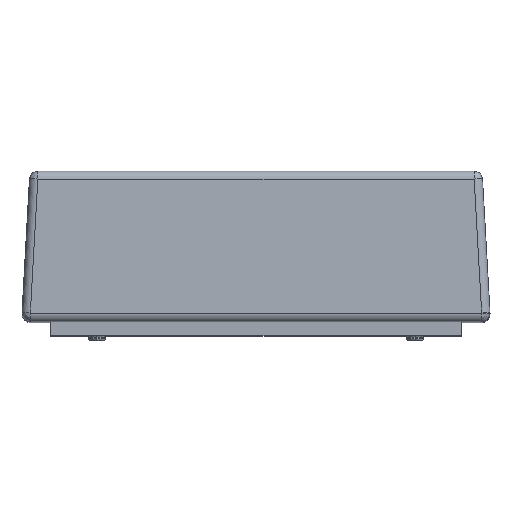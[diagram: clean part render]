
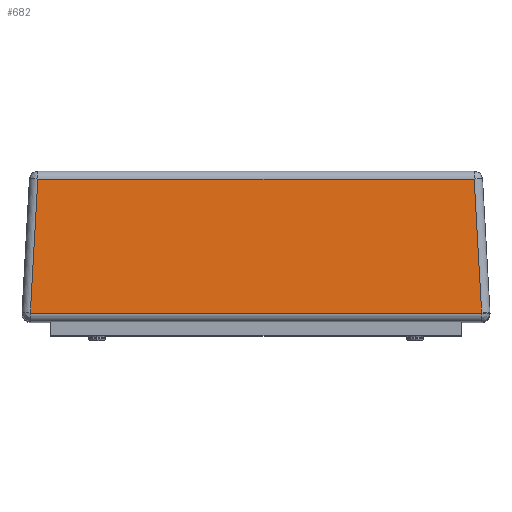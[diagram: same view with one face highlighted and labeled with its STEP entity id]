
A CAD part, top view. The second image highlights one B-rep face of the part: STEP entity #682.
In plain terms, the highlighted planar face has unit normal (0, 0.056, 0.999).
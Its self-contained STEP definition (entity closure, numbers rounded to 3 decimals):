
#10 = LINE ( 'NONE', #1022, #18 ) ;
#18 = VECTOR ( 'NONE', #1023, 1000. ) ;
#31 = LINE ( 'NONE', #926, #36 ) ;
#36 = VECTOR ( 'NONE', #934, 1000. ) ;
#44 = VECTOR ( 'NONE', #1011, 1000. ) ;
#45 = VECTOR ( 'NONE', #974, 1000. ) ;
#59 = LINE ( 'NONE', #969, #45 ) ;
#66 = LINE ( 'NONE', #1010, #44 ) ;
#287 = ORIENTED_EDGE ( 'NONE', *, *, #1568, .T. ) ;
#288 = ORIENTED_EDGE ( 'NONE', *, *, #1572, .T. ) ;
#289 = ORIENTED_EDGE ( 'NONE', *, *, #1541, .F. ) ;
#290 = ORIENTED_EDGE ( 'NONE', *, *, #1554, .F. ) ;
#398 = EDGE_LOOP ( 'NONE', ( #287, #288, #289, #290 ) ) ;
#489 = FACE_OUTER_BOUND ( 'NONE', #398, .T. ) ;
#583 = AXIS2_PLACEMENT_3D ( 'NONE', #1337, #1318, #1317 ) ;
#682 = ADVANCED_FACE ( 'NONE', ( #489 ), #1386, .F. ) ;
#926 = CARTESIAN_POINT ( 'NONE',  ( 0., 93.277, 135.262 ) ) ;
#934 = DIRECTION ( 'NONE',  ( 1., 0., 0. ) ) ;
#969 = CARTESIAN_POINT ( 'NONE',  ( -134.715, 13.277, 139.707 ) ) ;
#974 = DIRECTION ( 'NONE',  ( 0.055, 0.997, -0.055 ) ) ;
#1010 = CARTESIAN_POINT ( 'NONE',  ( 0., 13.277, 139.707 ) ) ;
#1011 = DIRECTION ( 'NONE',  ( 1., 0., 0. ) ) ;
#1022 = CARTESIAN_POINT ( 'NONE',  ( 132.492, 53.277, 137.485 ) ) ;
#1023 = DIRECTION ( 'NONE',  ( -0.055, 0.997, -0.055 ) ) ;
#1111 = CARTESIAN_POINT ( 'NONE',  ( 130.27, 93.277, 135.262 ) ) ;
#1112 = CARTESIAN_POINT ( 'NONE',  ( 134.715, 13.277, 139.707 ) ) ;
#1142 = CARTESIAN_POINT ( 'NONE',  ( -130.27, 93.277, 135.262 ) ) ;
#1143 = CARTESIAN_POINT ( 'NONE',  ( -134.715, 13.277, 139.707 ) ) ;
#1317 = DIRECTION ( 'NONE',  ( 0., 0.998, -0.055 ) ) ;
#1318 = DIRECTION ( 'NONE',  ( 0., -0.055, -0.998 ) ) ;
#1337 = CARTESIAN_POINT ( 'NONE',  ( -136.331, 13.277, 139.707 ) ) ;
#1386 = PLANE ( 'NONE',  #583 ) ;
#1541 = EDGE_CURVE ( 'NONE', #2189, #2157, #31, .T. ) ;
#1554 = EDGE_CURVE ( 'NONE', #2190, #2189, #59, .T. ) ;
#1568 = EDGE_CURVE ( 'NONE', #2190, #2158, #66, .T. ) ;
#1572 = EDGE_CURVE ( 'NONE', #2158, #2157, #10, .T. ) ;
#2157 = VERTEX_POINT ( 'NONE', #1111 ) ;
#2158 = VERTEX_POINT ( 'NONE', #1112 ) ;
#2189 = VERTEX_POINT ( 'NONE', #1142 ) ;
#2190 = VERTEX_POINT ( 'NONE', #1143 ) ;
